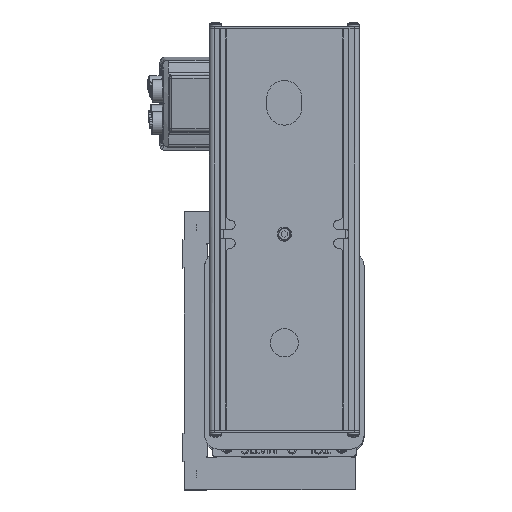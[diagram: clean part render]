
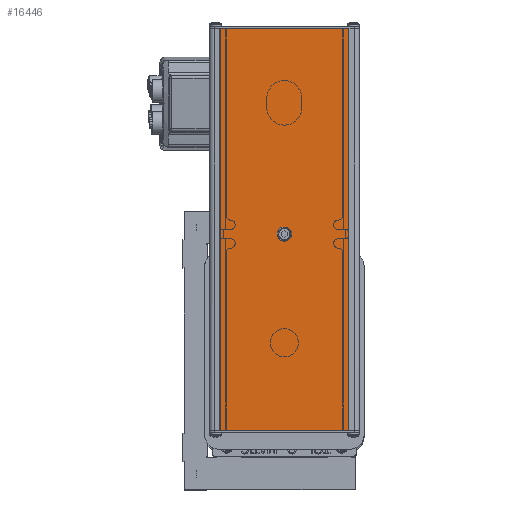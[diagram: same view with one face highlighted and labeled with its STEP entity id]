
A CAD part, top view. The second image highlights one B-rep face of the part: STEP entity #16446.
In plain terms, the highlighted planar face has unit normal (0, 0, 1).
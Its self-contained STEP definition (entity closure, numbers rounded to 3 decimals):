
#3855 = VERTEX_POINT ( 'NONE', #114421 ) ;
#7763 = AXIS2_PLACEMENT_3D ( 'NONE', #172886, #158327, #74689 ) ;
#16446 = ADVANCED_FACE ( 'NONE', ( #28495, #80444 ), #137669, .F. ) ;
#22325 = EDGE_CURVE ( 'NONE', #133038, #30446, #126909, .T. ) ;
#28495 = FACE_BOUND ( 'NONE', #41145, .T. ) ;
#30446 = VERTEX_POINT ( 'NONE', #85106 ) ;
#31292 = CARTESIAN_POINT ( 'NONE',  ( 1.713, 8.369, 3.687 ) ) ;
#32247 = CARTESIAN_POINT ( 'NONE',  ( 1.713, -2.323, 3.687 ) ) ;
#32318 = EDGE_CURVE ( 'NONE', #105788, #133038, #170129, .T. ) ;
#35150 = VERTEX_POINT ( 'NONE', #104332 ) ;
#40474 = LINE ( 'NONE', #108758, #94789 ) ;
#41145 = EDGE_LOOP ( 'NONE', ( #135972 ) ) ;
#44123 = DIRECTION ( 'NONE',  ( -1., 0., 0. ) ) ;
#55996 = CARTESIAN_POINT ( 'NONE',  ( -1.769, 8.369, 3.687 ) ) ;
#62993 = CIRCLE ( 'NONE', #7763, 0.19 ) ;
#71437 = VECTOR ( 'NONE', #44123, 39.37 ) ;
#74689 = DIRECTION ( 'NONE',  ( 0., -1., 0. ) ) ;
#80444 = FACE_OUTER_BOUND ( 'NONE', #109847, .T. ) ;
#81335 = DIRECTION ( 'NONE',  ( 0., 1., 0. ) ) ;
#85106 = CARTESIAN_POINT ( 'NONE',  ( -1.713, 8.369, 3.687 ) ) ;
#86167 = ORIENTED_EDGE ( 'NONE', *, *, #141864, .T. ) ;
#93347 = DIRECTION ( 'NONE',  ( 1., 0., 0. ) ) ;
#94716 = CARTESIAN_POINT ( 'NONE',  ( -1.713, 8.369, 3.687 ) ) ;
#94789 = VECTOR ( 'NONE', #93347, 39.37 ) ;
#95886 = DIRECTION ( 'NONE',  ( 0., 0., -1. ) ) ;
#100145 = DIRECTION ( 'NONE',  ( 0., 1., 0. ) ) ;
#103811 = ORIENTED_EDGE ( 'NONE', *, *, #22325, .T. ) ;
#104332 = CARTESIAN_POINT ( 'NONE',  ( 0., 2.709, 3.687 ) ) ;
#105788 = VERTEX_POINT ( 'NONE', #32247 ) ;
#108758 = CARTESIAN_POINT ( 'NONE',  ( -1.769, -2.323, 3.687 ) ) ;
#109847 = EDGE_LOOP ( 'NONE', ( #103811, #179277, #86167, #122060 ) ) ;
#114421 = CARTESIAN_POINT ( 'NONE',  ( -1.713, -2.323, 3.687 ) ) ;
#115337 = EDGE_CURVE ( 'NONE', #35150, #35150, #62993, .T. ) ;
#118138 = VECTOR ( 'NONE', #149264, 39.37 ) ;
#122060 = ORIENTED_EDGE ( 'NONE', *, *, #32318, .T. ) ;
#123147 = CARTESIAN_POINT ( 'NONE',  ( -1.769, -3.631, 3.687 ) ) ;
#126909 = LINE ( 'NONE', #55996, #71437 ) ;
#130120 = CARTESIAN_POINT ( 'NONE',  ( 1.713, 8.369, 3.687 ) ) ;
#133038 = VERTEX_POINT ( 'NONE', #31292 ) ;
#135972 = ORIENTED_EDGE ( 'NONE', *, *, #115337, .F. ) ;
#137669 = PLANE ( 'NONE',  #166361 ) ;
#141864 = EDGE_CURVE ( 'NONE', #3855, #105788, #40474, .T. ) ;
#144273 = EDGE_CURVE ( 'NONE', #30446, #3855, #148365, .T. ) ;
#148365 = LINE ( 'NONE', #94716, #118138 ) ;
#149264 = DIRECTION ( 'NONE',  ( 0., -1., 0. ) ) ;
#158327 = DIRECTION ( 'NONE',  ( 0., 0., 1. ) ) ;
#166361 = AXIS2_PLACEMENT_3D ( 'NONE', #123147, #95886, #81335 ) ;
#170129 = LINE ( 'NONE', #130120, #177384 ) ;
#172886 = CARTESIAN_POINT ( 'NONE',  ( 0., 2.899, 3.687 ) ) ;
#177384 = VECTOR ( 'NONE', #100145, 39.37 ) ;
#179277 = ORIENTED_EDGE ( 'NONE', *, *, #144273, .T. ) ;
